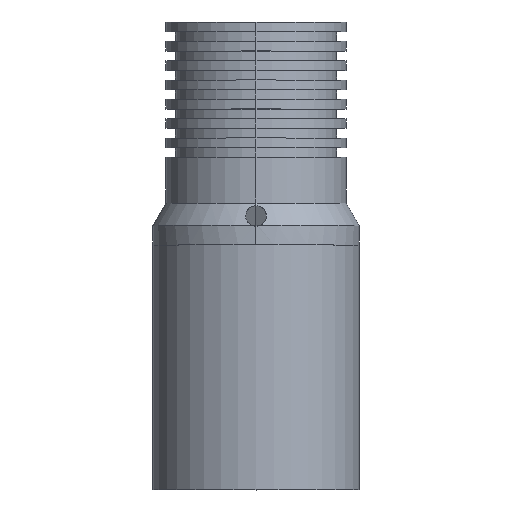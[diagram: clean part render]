
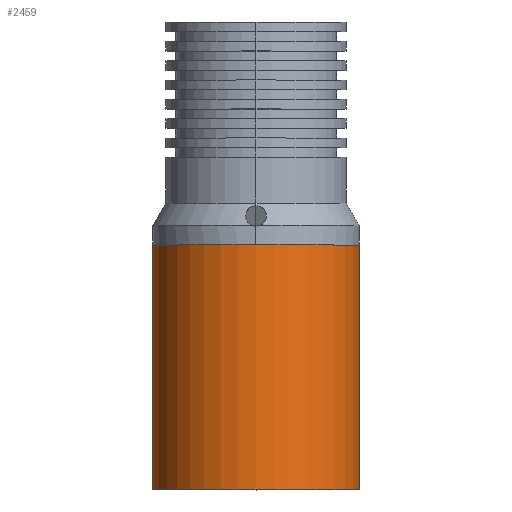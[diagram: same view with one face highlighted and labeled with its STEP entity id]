
A CAD part, top view. The second image highlights one B-rep face of the part: STEP entity #2459.
In plain terms, the highlighted cylindrical face has radius 16 mm (diameter 32 mm), a partial arc.
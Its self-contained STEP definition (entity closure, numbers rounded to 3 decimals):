
#5 = ORIENTED_EDGE ( 'NONE', *, *, #1409, .F. ) ;
#15 = VERTEX_POINT ( 'NONE', #501 ) ;
#80 = DIRECTION ( 'NONE',  ( -1., 0., 0. ) ) ;
#160 = CARTESIAN_POINT ( 'NONE',  ( 16., 0., 0. ) ) ;
#191 = CIRCLE ( 'NONE', #2380, 16. ) ;
#322 = LINE ( 'NONE', #2398, #411 ) ;
#342 = EDGE_CURVE ( 'NONE', #15, #1253, #1697, .T. ) ;
#360 = CARTESIAN_POINT ( 'NONE',  ( -16., 14.684, 0. ) ) ;
#408 = DIRECTION ( 'NONE',  ( -1., 0., 0. ) ) ;
#411 = VECTOR ( 'NONE', #2292, 1000. ) ;
#497 = CIRCLE ( 'NONE', #1444, 16. ) ;
#501 = CARTESIAN_POINT ( 'NONE',  ( -16., -37.974, 0. ) ) ;
#578 = AXIS2_PLACEMENT_3D ( 'NONE', #1901, #1145, #80 ) ;
#720 = CYLINDRICAL_SURFACE ( 'NONE', #578, 16. ) ;
#759 = ORIENTED_EDGE ( 'NONE', *, *, #875, .T. ) ;
#867 = VERTEX_POINT ( 'NONE', #1769 ) ;
#875 = EDGE_CURVE ( 'NONE', #15, #867, #191, .T. ) ;
#953 = EDGE_CURVE ( 'NONE', #867, #2283, #322, .T. ) ;
#1021 = DIRECTION ( 'NONE',  ( 0., 1., 0. ) ) ;
#1145 = DIRECTION ( 'NONE',  ( 0., 1., 0. ) ) ;
#1253 = VERTEX_POINT ( 'NONE', #1782 ) ;
#1407 = DIRECTION ( 'NONE',  ( -1., 0., 0. ) ) ;
#1409 = EDGE_CURVE ( 'NONE', #1253, #2283, #497, .T. ) ;
#1440 = DIRECTION ( 'NONE',  ( 0., 1., 0. ) ) ;
#1444 = AXIS2_PLACEMENT_3D ( 'NONE', #1615, #1440, #1407 ) ;
#1501 = EDGE_LOOP ( 'NONE', ( #759, #2140, #5, #2246 ) ) ;
#1615 = CARTESIAN_POINT ( 'NONE',  ( 0., 0., 0. ) ) ;
#1697 = LINE ( 'NONE', #360, #1930 ) ;
#1769 = CARTESIAN_POINT ( 'NONE',  ( 16., -37.974, 0. ) ) ;
#1782 = CARTESIAN_POINT ( 'NONE',  ( -16., 0., 0. ) ) ;
#1802 = CARTESIAN_POINT ( 'NONE',  ( 0., -37.974, 0. ) ) ;
#1897 = FACE_OUTER_BOUND ( 'NONE', #1501, .T. ) ;
#1901 = CARTESIAN_POINT ( 'NONE',  ( 0., 14.684, 0. ) ) ;
#1930 = VECTOR ( 'NONE', #1021, 1000. ) ;
#2140 = ORIENTED_EDGE ( 'NONE', *, *, #953, .T. ) ;
#2244 = DIRECTION ( 'NONE',  ( 0., 1., 0. ) ) ;
#2246 = ORIENTED_EDGE ( 'NONE', *, *, #342, .F. ) ;
#2283 = VERTEX_POINT ( 'NONE', #160 ) ;
#2292 = DIRECTION ( 'NONE',  ( 0., 1., 0. ) ) ;
#2380 = AXIS2_PLACEMENT_3D ( 'NONE', #1802, #2244, #408 ) ;
#2398 = CARTESIAN_POINT ( 'NONE',  ( 16., 14.684, 0. ) ) ;
#2459 = ADVANCED_FACE ( 'NONE', ( #1897 ), #720, .T. ) ;
